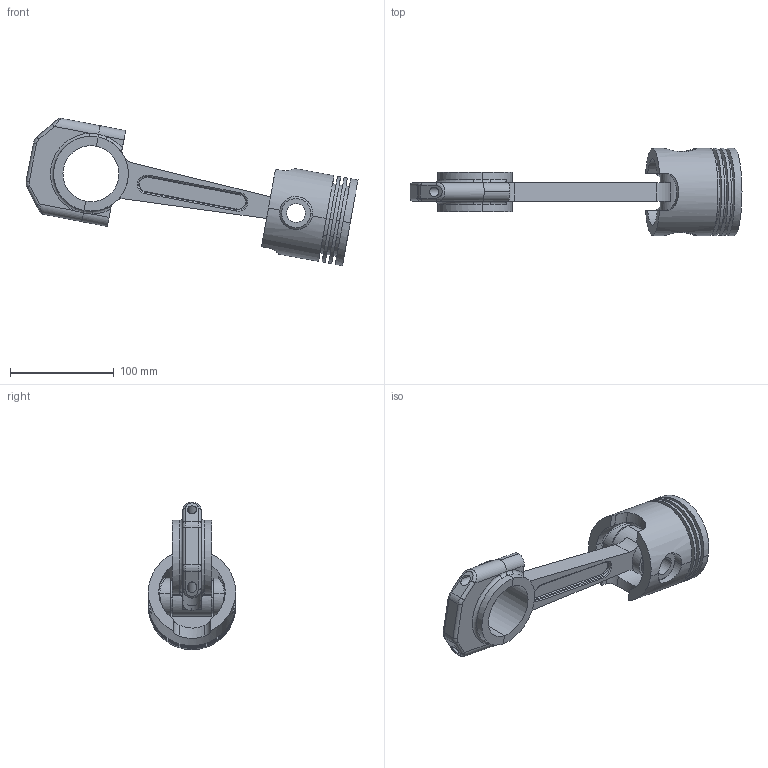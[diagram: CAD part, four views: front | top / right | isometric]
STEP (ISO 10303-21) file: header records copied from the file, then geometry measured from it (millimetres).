
FILE_DESCRIPTION(('CATIA V5 STEP Exchange'),'2;1');
FILE_NAME('ansamblu piston ccmai.stp','2024-02-12T15:22:27+00:00',('none'),('none'),'CATIA Version 5 Release 21 GA (IN-10)','CATIA V5 STEP AP203','none');
FILE_SCHEMA(('CONFIG_CONTROL_DESIGN'));
Length unit declared in the file: millimetre
Products named in the file (1): biela piston
Assembly tree (4 placements, depth 2):
  biela piston
    #58
    #2786
    #5104
    #5369
Bounding box: 319.83 x 84 x 142.09 mm (x, y, z)
Volume: 389334.1 mm3; surface area: 125746.1 mm2
Topology: 4 solids, 4 shells, 172 faces, 432 edges, 276 vertices
Faces by surface type: cylinder 87, plane 49, torus 18, bspline 14, cone 4
Entity records: 7088 total; most frequent: CARTESIAN_POINT 3221, ORIENTED_EDGE 864, DIRECTION 589, EDGE_CURVE 432, AXIS2_PLACEMENT_3D 309, VERTEX_POINT 276, EDGE_LOOP 196, CIRCLE 191
